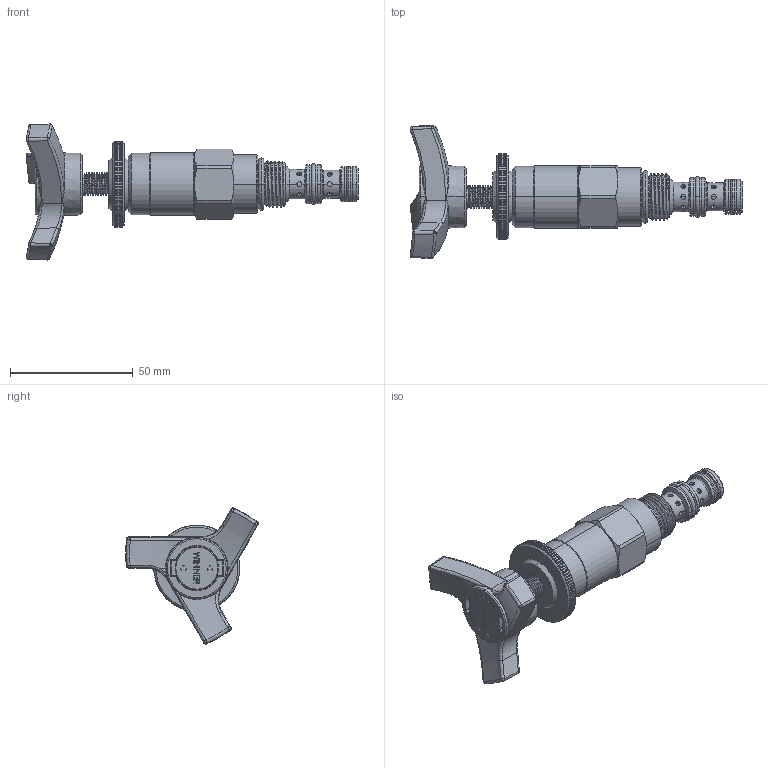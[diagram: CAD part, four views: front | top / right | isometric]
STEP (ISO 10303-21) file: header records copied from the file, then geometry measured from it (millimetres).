
FILE_DESCRIPTION (( 'STEP AP203' ), '1' );
FILE_NAME ('SQ08W33-T.STEP', '2016-08-11T06:13:31', ( '' ), ( '' ), 'SwSTEP 2.0', 'SolidWorks 2012', '' );
FILE_SCHEMA (( 'CONFIG_CONTROL_DESIGN' ));
Length unit declared in the file: millimetre
Products named in the file (1): SQ08W33-T
Bounding box: 135.04 x 54.02 x 55.33 mm (x, y, z)
Volume: 55497.5 mm3; surface area: 19688.7 mm2
Topology: 8 solids, 12 shells, 965 faces, 2538 edges, 1606 vertices
Faces by surface type: plane 370, cylinder 306, cone 105, bspline 105, sphere 40, torus 39
Entity records: 56979 total; most frequent: CARTESIAN_POINT 34884, ORIENTED_EDGE 5026, DIRECTION 4101, EDGE_CURVE 2513, AXIS2_PLACEMENT_3D 1614, VERTEX_POINT 1600, EDGE_LOOP 1027, FACE_OUTER_BOUND 965
